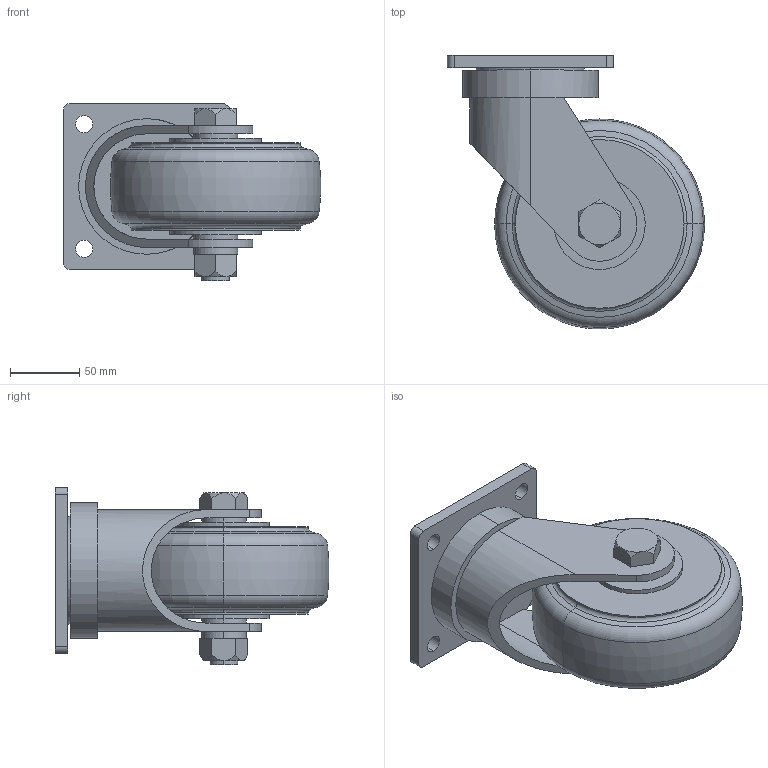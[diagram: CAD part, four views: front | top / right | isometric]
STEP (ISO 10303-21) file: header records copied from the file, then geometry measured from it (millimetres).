
FILE_DESCRIPTION (( 'STEP AP203' ), '1' );
FILE_NAME ('K-543J-150-UR.STEP', '2018-07-30T04:17:56', ( '' ), ( '' ), 'SwSTEP 2.0', 'SolidWorks 2014', '' );
FILE_SCHEMA (( 'CONFIG_CONTROL_DESIGN' ));
Length unit declared in the file: millimetre
Products named in the file (5): K-543J-150-UR; K-543J-150-UR_SW_; K-543J-150-UR_; K-543J-150-UR_六角ボルト_; K-543J-150-UR_六角ナット_
Assembly tree (4 placements, depth 2):
  K-543J-150-UR
    K-543J-150-UR_
    K-543J-150-UR_六角ナット_
    K-543J-150-UR_SW_
    K-543J-150-UR_六角ボルト_
Bounding box: 185.88 x 197.88 x 128 mm (x, y, z)
Volume: 1509048.8 mm3; surface area: 162851.5 mm2
Topology: 4 solids, 4 shells, 111 faces, 262 edges, 166 vertices
Faces by surface type: cylinder 44, plane 41, cone 16, torus 10
Entity records: 4011 total; most frequent: CARTESIAN_POINT 844, DIRECTION 596, ORIENTED_EDGE 524, EDGE_CURVE 262, AXIS2_PLACEMENT_3D 242, VERTEX_POINT 166, EDGE_LOOP 134, CIRCLE 124
